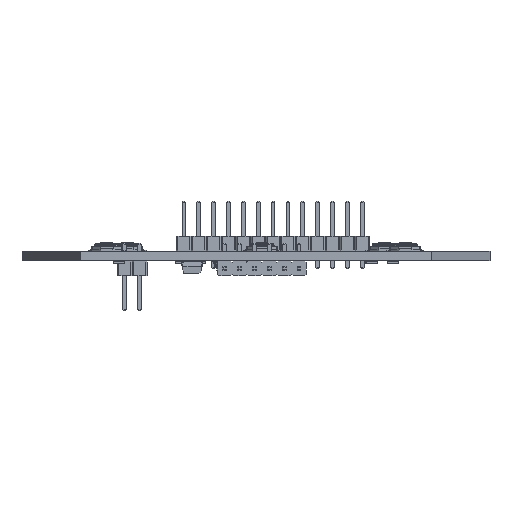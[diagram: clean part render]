
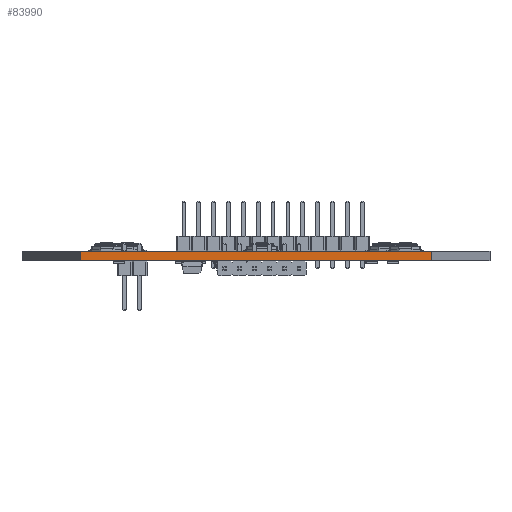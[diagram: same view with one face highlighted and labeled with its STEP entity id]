
A CAD part, front view. The second image highlights one B-rep face of the part: STEP entity #83990.
In plain terms, the highlighted planar face has unit normal (0, -1, 0).
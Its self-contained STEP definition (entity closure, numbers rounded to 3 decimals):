
#80867 = PLANE('',#80868);
#80868 = AXIS2_PLACEMENT_3D('',#80869,#80870,#80871);
#80869 = CARTESIAN_POINT('',(139.278,-48.004,1.6));
#80870 = DIRECTION('',(-0.,-0.,-1.));
#80871 = DIRECTION('',(-1.,0.,0.));
#80921 = PLANE('',#80922);
#80922 = AXIS2_PLACEMENT_3D('',#80923,#80924,#80925);
#80923 = CARTESIAN_POINT('',(139.278,-48.004,0.));
#80924 = DIRECTION('',(-0.,-0.,-1.));
#80925 = DIRECTION('',(-1.,0.,0.));
#81052 = PLANE('',#81053);
#81053 = AXIS2_PLACEMENT_3D('',#81054,#81055,#81056);
#81054 = CARTESIAN_POINT('',(179.,-51.,0.));
#81055 = DIRECTION('',(0.903,-0.43,0.));
#81056 = DIRECTION('',(-0.43,-0.903,0.));
#81091 = VERTEX_POINT('',#81092);
#81092 = CARTESIAN_POINT('',(169.,-72.,0.));
#81113 = EDGE_CURVE('',#81091,#81114,#81116,.T.);
#81114 = VERTEX_POINT('',#81115);
#81115 = CARTESIAN_POINT('',(109.,-72.,0.));
#81116 = SURFACE_CURVE('',#81117,(#81121,#81128),.PCURVE_S1.);
#81117 = LINE('',#81118,#81119);
#81118 = CARTESIAN_POINT('',(169.,-72.,0.));
#81119 = VECTOR('',#81120,1.);
#81120 = DIRECTION('',(-1.,0.,0.));
#81121 = PCURVE('',#80921,#81122);
#81122 = DEFINITIONAL_REPRESENTATION('',(#81123),#81127);
#81123 = LINE('',#81124,#81125);
#81124 = CARTESIAN_POINT('',(-29.722,-23.996));
#81125 = VECTOR('',#81126,1.);
#81126 = DIRECTION('',(1.,0.));
#81127 = ( GEOMETRIC_REPRESENTATION_CONTEXT(2) 
PARAMETRIC_REPRESENTATION_CONTEXT() REPRESENTATION_CONTEXT('2D SPACE',''
  ) );
#81128 = PCURVE('',#81129,#81134);
#81129 = PLANE('',#81130);
#81130 = AXIS2_PLACEMENT_3D('',#81131,#81132,#81133);
#81131 = CARTESIAN_POINT('',(169.,-72.,0.));
#81132 = DIRECTION('',(0.,-1.,0.));
#81133 = DIRECTION('',(-1.,0.,0.));
#81134 = DEFINITIONAL_REPRESENTATION('',(#81135),#81139);
#81135 = LINE('',#81136,#81137);
#81136 = CARTESIAN_POINT('',(0.,-0.));
#81137 = VECTOR('',#81138,1.);
#81138 = DIRECTION('',(1.,0.));
#81139 = ( GEOMETRIC_REPRESENTATION_CONTEXT(2) 
PARAMETRIC_REPRESENTATION_CONTEXT() REPRESENTATION_CONTEXT('2D SPACE',''
  ) );
#81157 = PLANE('',#81158);
#81158 = AXIS2_PLACEMENT_3D('',#81159,#81160,#81161);
#81159 = CARTESIAN_POINT('',(109.,-72.,0.));
#81160 = DIRECTION('',(-0.903,-0.43,0.));
#81161 = DIRECTION('',(-0.43,0.903,0.));
#82611 = VERTEX_POINT('',#82612);
#82612 = CARTESIAN_POINT('',(169.,-72.,1.6));
#82633 = EDGE_CURVE('',#82611,#82634,#82636,.T.);
#82634 = VERTEX_POINT('',#82635);
#82635 = CARTESIAN_POINT('',(109.,-72.,1.6));
#82636 = SURFACE_CURVE('',#82637,(#82641,#82648),.PCURVE_S1.);
#82637 = LINE('',#82638,#82639);
#82638 = CARTESIAN_POINT('',(169.,-72.,1.6));
#82639 = VECTOR('',#82640,1.);
#82640 = DIRECTION('',(-1.,0.,0.));
#82641 = PCURVE('',#80867,#82642);
#82642 = DEFINITIONAL_REPRESENTATION('',(#82643),#82647);
#82643 = LINE('',#82644,#82645);
#82644 = CARTESIAN_POINT('',(-29.722,-23.996));
#82645 = VECTOR('',#82646,1.);
#82646 = DIRECTION('',(1.,0.));
#82647 = ( GEOMETRIC_REPRESENTATION_CONTEXT(2) 
PARAMETRIC_REPRESENTATION_CONTEXT() REPRESENTATION_CONTEXT('2D SPACE',''
  ) );
#82648 = PCURVE('',#81129,#82649);
#82649 = DEFINITIONAL_REPRESENTATION('',(#82650),#82654);
#82650 = LINE('',#82651,#82652);
#82651 = CARTESIAN_POINT('',(0.,-1.6));
#82652 = VECTOR('',#82653,1.);
#82653 = DIRECTION('',(1.,0.));
#82654 = ( GEOMETRIC_REPRESENTATION_CONTEXT(2) 
PARAMETRIC_REPRESENTATION_CONTEXT() REPRESENTATION_CONTEXT('2D SPACE',''
  ) );
#83942 = EDGE_CURVE('',#81091,#82611,#83943,.T.);
#83943 = SURFACE_CURVE('',#83944,(#83948,#83955),.PCURVE_S1.);
#83944 = LINE('',#83945,#83946);
#83945 = CARTESIAN_POINT('',(169.,-72.,0.));
#83946 = VECTOR('',#83947,1.);
#83947 = DIRECTION('',(0.,0.,1.));
#83948 = PCURVE('',#81052,#83949);
#83949 = DEFINITIONAL_REPRESENTATION('',(#83950),#83954);
#83950 = LINE('',#83951,#83952);
#83951 = CARTESIAN_POINT('',(23.259,0.));
#83952 = VECTOR('',#83953,1.);
#83953 = DIRECTION('',(0.,-1.));
#83954 = ( GEOMETRIC_REPRESENTATION_CONTEXT(2) 
PARAMETRIC_REPRESENTATION_CONTEXT() REPRESENTATION_CONTEXT('2D SPACE',''
  ) );
#83955 = PCURVE('',#81129,#83956);
#83956 = DEFINITIONAL_REPRESENTATION('',(#83957),#83961);
#83957 = LINE('',#83958,#83959);
#83958 = CARTESIAN_POINT('',(0.,-0.));
#83959 = VECTOR('',#83960,1.);
#83960 = DIRECTION('',(0.,-1.));
#83961 = ( GEOMETRIC_REPRESENTATION_CONTEXT(2) 
PARAMETRIC_REPRESENTATION_CONTEXT() REPRESENTATION_CONTEXT('2D SPACE',''
  ) );
#83990 = ADVANCED_FACE('',(#83991),#81129,.T.);
#83991 = FACE_BOUND('',#83992,.T.);
#83992 = EDGE_LOOP('',(#83993,#83994,#83995,#84016));
#83993 = ORIENTED_EDGE('',*,*,#83942,.T.);
#83994 = ORIENTED_EDGE('',*,*,#82633,.T.);
#83995 = ORIENTED_EDGE('',*,*,#83996,.F.);
#83996 = EDGE_CURVE('',#81114,#82634,#83997,.T.);
#83997 = SURFACE_CURVE('',#83998,(#84002,#84009),.PCURVE_S1.);
#83998 = LINE('',#83999,#84000);
#83999 = CARTESIAN_POINT('',(109.,-72.,0.));
#84000 = VECTOR('',#84001,1.);
#84001 = DIRECTION('',(0.,0.,1.));
#84002 = PCURVE('',#81129,#84003);
#84003 = DEFINITIONAL_REPRESENTATION('',(#84004),#84008);
#84004 = LINE('',#84005,#84006);
#84005 = CARTESIAN_POINT('',(60.,0.));
#84006 = VECTOR('',#84007,1.);
#84007 = DIRECTION('',(0.,-1.));
#84008 = ( GEOMETRIC_REPRESENTATION_CONTEXT(2) 
PARAMETRIC_REPRESENTATION_CONTEXT() REPRESENTATION_CONTEXT('2D SPACE',''
  ) );
#84009 = PCURVE('',#81157,#84010);
#84010 = DEFINITIONAL_REPRESENTATION('',(#84011),#84015);
#84011 = LINE('',#84012,#84013);
#84012 = CARTESIAN_POINT('',(0.,0.));
#84013 = VECTOR('',#84014,1.);
#84014 = DIRECTION('',(0.,-1.));
#84015 = ( GEOMETRIC_REPRESENTATION_CONTEXT(2) 
PARAMETRIC_REPRESENTATION_CONTEXT() REPRESENTATION_CONTEXT('2D SPACE',''
  ) );
#84016 = ORIENTED_EDGE('',*,*,#81113,.F.);
